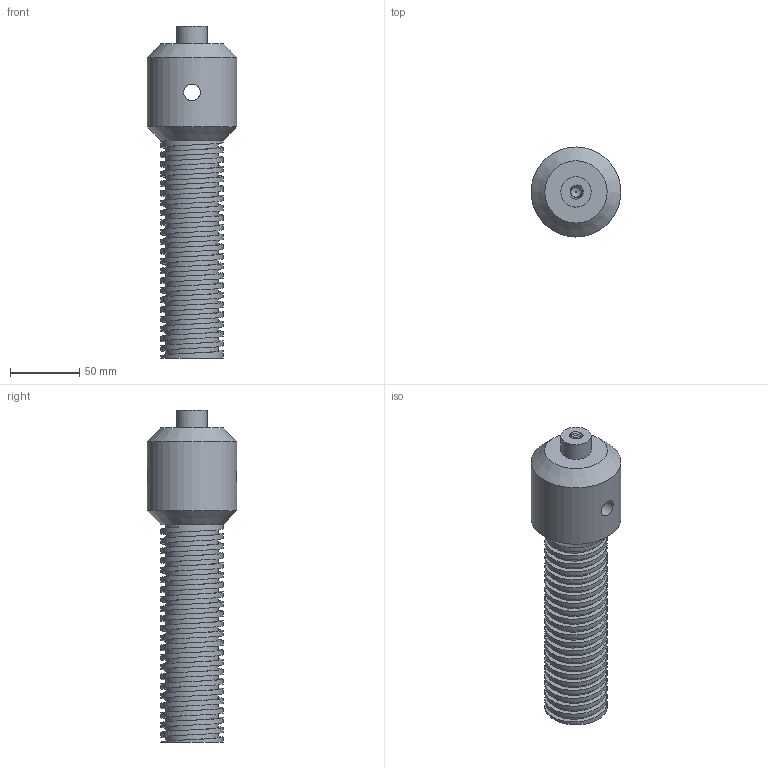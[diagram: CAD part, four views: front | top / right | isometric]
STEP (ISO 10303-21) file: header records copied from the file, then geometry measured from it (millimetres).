
FILE_DESCRIPTION(/* description */ ('STEP AP242','CAx-IF Rec.Pracs.---Representation and Presentation of Product Manufacturing Information (PMI)---4.0---2014-10-13','CAx-IF Rec.Pracs.---3D Tessellated Geometry---0.4---2014-09-14','2;1'),/* implementation_level */ '2;1');
FILE_NAME(/* name */ '658419406817f17ceef54862',/* time_stamp */ '2023-12-21T10:53:53Z',/* author */ (''),/* organization */ (''),/* preprocessor_version */ 'ST-DEVELOPER v19.4',/* originating_system */ ' ',/* authorisation */ ' ');
FILE_SCHEMA (('AP242_MANAGED_MODEL_BASED_3D_ENGINEERING_MIM_LF { 1 0 10303 442 1 1 4 }'));
Length unit declared in the file: metre
Products named in the file (1): Part 1
Bounding box: 65 x 65 x 240 mm (x, y, z)
Volume: 376447.8 mm3; surface area: 58478.7 mm2
Topology: 1 solids, 1 shells, 39 faces, 98 edges, 63 vertices
Faces by surface type: cylinder 22, plane 8, bspline 6, cone 2, torus 1
Full cylindrical faces by diameter (mm): 10.484 x17, 12 x1, 22 x1, 65 x1
Entity records: 5023 total; most frequent: CARTESIAN_POINT 4627, ORIENTED_EDGE 74, DIRECTION 65, EDGE_CURVE 37, EDGE_LOOP 32, FACE_BOUND 32, VERTEX_POINT 27, AXIS2_PLACEMENT_3D 27
